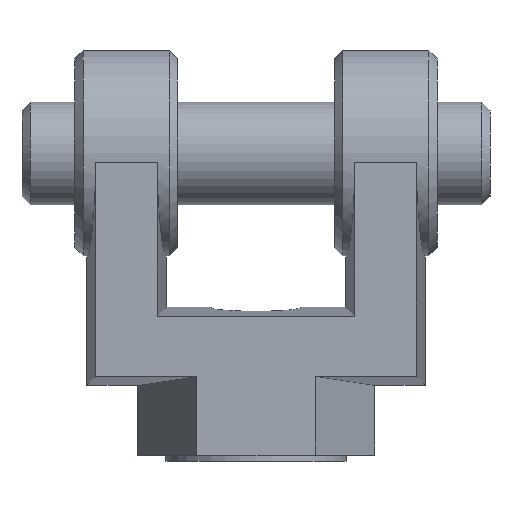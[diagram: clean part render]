
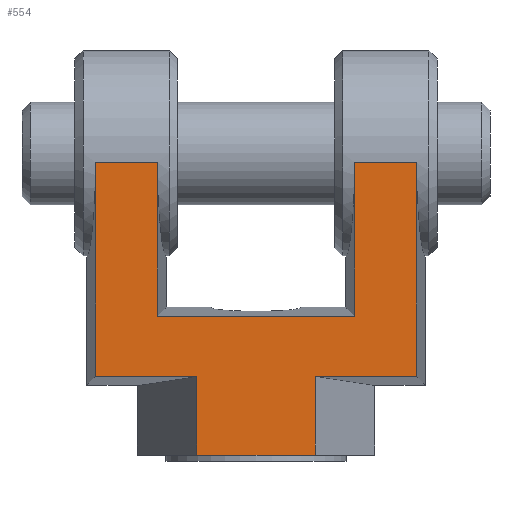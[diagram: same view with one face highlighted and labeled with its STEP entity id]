
A CAD part, front view. The second image highlights one B-rep face of the part: STEP entity #554.
In plain terms, the highlighted planar face has unit normal (0, -1, 0).
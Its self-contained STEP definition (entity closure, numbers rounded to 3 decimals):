
#60 = EDGE_CURVE ( 'NONE', #159, #62, #730, .T. ) ;
#62 = VERTEX_POINT ( 'NONE', #760 ) ;
#159 = VERTEX_POINT ( 'NONE', #832 ) ;
#315 = VERTEX_POINT ( 'NONE', #1015 ) ;
#318 = EDGE_CURVE ( 'NONE', #315, #348, #1010, .T. ) ;
#348 = VERTEX_POINT ( 'NONE', #1246 ) ;
#354 = EDGE_CURVE ( 'NONE', #387, #355, #1267, .T. ) ;
#355 = VERTEX_POINT ( 'NONE', #1263 ) ;
#361 = EDGE_CURVE ( 'NONE', #367, #384, #1274, .T. ) ;
#367 = VERTEX_POINT ( 'NONE', #1406 ) ;
#384 = VERTEX_POINT ( 'NONE', #1402 ) ;
#387 = VERTEX_POINT ( 'NONE', #1407 ) ;
#388 = EDGE_CURVE ( 'NONE', #384, #387, #1384, .T. ) ;
#420 = EDGE_CURVE ( 'NONE', #348, #424, #1337, .T. ) ;
#423 = EDGE_CURVE ( 'NONE', #62, #315, #1308, .T. ) ;
#424 = VERTEX_POINT ( 'NONE', #1304 ) ;
#435 = ORIENTED_EDGE ( 'NONE', *, *, #361, .F. ) ;
#436 = ORIENTED_EDGE ( 'NONE', *, *, #529, .F. ) ;
#437 = ORIENTED_EDGE ( 'NONE', *, *, #420, .F. ) ;
#438 = ORIENTED_EDGE ( 'NONE', *, *, #318, .F. ) ;
#529 = EDGE_CURVE ( 'NONE', #424, #367, #1472, .T. ) ;
#535 = EDGE_CURVE ( 'NONE', #355, #536, #1462, .T. ) ;
#536 = VERTEX_POINT ( 'NONE', #1538 ) ;
#554 = ADVANCED_FACE ( 'NONE', ( #1513 ), #1511, .F. ) ;
#555 = EDGE_LOOP ( 'NONE', ( #556, #435, #436, #437, #438, #601, #610, #640, #637, #609, #629, #639 ) ) ;
#556 = ORIENTED_EDGE ( 'NONE', *, *, #388, .F. ) ;
#601 = ORIENTED_EDGE ( 'NONE', *, *, #423, .F. ) ;
#608 = VERTEX_POINT ( 'NONE', #1561 ) ;
#609 = ORIENTED_EDGE ( 'NONE', *, *, #628, .F. ) ;
#610 = ORIENTED_EDGE ( 'NONE', *, *, #60, .F. ) ;
#628 = EDGE_CURVE ( 'NONE', #536, #608, #1000, .T. ) ;
#629 = ORIENTED_EDGE ( 'NONE', *, *, #535, .F. ) ;
#637 = ORIENTED_EDGE ( 'NONE', *, *, #667, .F. ) ;
#638 = EDGE_CURVE ( 'NONE', #159, #675, #1720, .T. ) ;
#639 = ORIENTED_EDGE ( 'NONE', *, *, #354, .F. ) ;
#640 = ORIENTED_EDGE ( 'NONE', *, *, #638, .T. ) ;
#667 = EDGE_CURVE ( 'NONE', #608, #675, #1682, .T. ) ;
#675 = VERTEX_POINT ( 'NONE', #1678 ) ;
#727 = DIRECTION ( 'NONE',  ( -1., 0., 0. ) ) ;
#728 = VECTOR ( 'NONE', #727, 1000. ) ;
#729 = CARTESIAN_POINT ( 'NONE',  ( 20.955, -12.7, -27.591 ) ) ;
#730 = LINE ( 'NONE', #729, #728 ) ;
#760 = CARTESIAN_POINT ( 'NONE',  ( -19.844, -12.7, -27.591 ) ) ;
#832 = CARTESIAN_POINT ( 'NONE',  ( -7.332, -12.7, -27.591 ) ) ;
#999 = CARTESIAN_POINT ( 'NONE',  ( 7.332, -12.7, 12.701 ) ) ;
#1000 = LINE ( 'NONE', #999, #1216 ) ;
#1007 = DIRECTION ( 'NONE',  ( 1., 0., 0. ) ) ;
#1008 = VECTOR ( 'NONE', #1007, 1000. ) ;
#1009 = CARTESIAN_POINT ( 'NONE',  ( 20.955, -12.7, -1.111 ) ) ;
#1010 = LINE ( 'NONE', #1009, #1008 ) ;
#1015 = CARTESIAN_POINT ( 'NONE',  ( -19.844, -12.7, -1.111 ) ) ;
#1215 = DIRECTION ( 'NONE',  ( 0., 0., -1. ) ) ;
#1216 = VECTOR ( 'NONE', #1215, 1000. ) ;
#1246 = CARTESIAN_POINT ( 'NONE',  ( -12.224, -12.7, -1.111 ) ) ;
#1263 = CARTESIAN_POINT ( 'NONE',  ( 19.844, -12.7, -27.591 ) ) ;
#1264 = DIRECTION ( 'NONE',  ( 0., 0., -1. ) ) ;
#1265 = VECTOR ( 'NONE', #1264, 1000. ) ;
#1266 = CARTESIAN_POINT ( 'NONE',  ( 19.844, -12.7, 0. ) ) ;
#1267 = LINE ( 'NONE', #1266, #1265 ) ;
#1274 = LINE ( 'NONE', #1277, #1276 ) ;
#1275 = DIRECTION ( 'NONE',  ( 0., 0., 1. ) ) ;
#1276 = VECTOR ( 'NONE', #1275, 1000. ) ;
#1277 = CARTESIAN_POINT ( 'NONE',  ( 12.224, -12.7, 0. ) ) ;
#1304 = CARTESIAN_POINT ( 'NONE',  ( -12.224, -12.7, -20.161 ) ) ;
#1305 = DIRECTION ( 'NONE',  ( 0., 0., 1. ) ) ;
#1306 = VECTOR ( 'NONE', #1305, 1000. ) ;
#1307 = CARTESIAN_POINT ( 'NONE',  ( -19.844, -12.7, 0. ) ) ;
#1308 = LINE ( 'NONE', #1307, #1306 ) ;
#1334 = DIRECTION ( 'NONE',  ( 0., 0., -1. ) ) ;
#1335 = VECTOR ( 'NONE', #1334, 1000. ) ;
#1336 = CARTESIAN_POINT ( 'NONE',  ( -12.224, -12.7, 0. ) ) ;
#1337 = LINE ( 'NONE', #1336, #1335 ) ;
#1381 = DIRECTION ( 'NONE',  ( 1., 0., 0. ) ) ;
#1382 = VECTOR ( 'NONE', #1381, 1000. ) ;
#1383 = CARTESIAN_POINT ( 'NONE',  ( 20.955, -12.7, -1.111 ) ) ;
#1384 = LINE ( 'NONE', #1383, #1382 ) ;
#1402 = CARTESIAN_POINT ( 'NONE',  ( 12.224, -12.7, -1.111 ) ) ;
#1406 = CARTESIAN_POINT ( 'NONE',  ( 12.224, -12.7, -20.161 ) ) ;
#1407 = CARTESIAN_POINT ( 'NONE',  ( 19.844, -12.7, -1.111 ) ) ;
#1459 = DIRECTION ( 'NONE',  ( -1., 0., 0. ) ) ;
#1460 = VECTOR ( 'NONE', #1459, 1000. ) ;
#1461 = CARTESIAN_POINT ( 'NONE',  ( 20.955, -12.7, -27.591 ) ) ;
#1462 = LINE ( 'NONE', #1461, #1460 ) ;
#1469 = DIRECTION ( 'NONE',  ( 1., 0., 0. ) ) ;
#1470 = VECTOR ( 'NONE', #1469, 1000. ) ;
#1471 = CARTESIAN_POINT ( 'NONE',  ( 20.955, -12.7, -20.161 ) ) ;
#1472 = LINE ( 'NONE', #1471, #1470 ) ;
#1507 = DIRECTION ( 'NONE',  ( 0., 0., 1. ) ) ;
#1508 = DIRECTION ( 'NONE',  ( 0., 1., 0. ) ) ;
#1509 = CARTESIAN_POINT ( 'NONE',  ( 20.955, -12.7, 0. ) ) ;
#1510 = AXIS2_PLACEMENT_3D ( 'NONE', #1509, #1508, #1507 ) ;
#1511 = PLANE ( 'NONE',  #1510 ) ;
#1513 = FACE_OUTER_BOUND ( 'NONE', #555, .T. ) ;
#1538 = CARTESIAN_POINT ( 'NONE',  ( 7.332, -12.7, -27.591 ) ) ;
#1561 = CARTESIAN_POINT ( 'NONE',  ( 7.332, -12.7, -37.338 ) ) ;
#1678 = CARTESIAN_POINT ( 'NONE',  ( -7.332, -12.7, -37.338 ) ) ;
#1679 = DIRECTION ( 'NONE',  ( -1., 0., 0. ) ) ;
#1680 = VECTOR ( 'NONE', #1679, 1000. ) ;
#1681 = CARTESIAN_POINT ( 'NONE',  ( 7.332, -12.7, -37.338 ) ) ;
#1682 = LINE ( 'NONE', #1681, #1680 ) ;
#1717 = DIRECTION ( 'NONE',  ( 0., 0., -1. ) ) ;
#1718 = VECTOR ( 'NONE', #1717, 1000. ) ;
#1719 = CARTESIAN_POINT ( 'NONE',  ( -7.332, -12.7, 12.701 ) ) ;
#1720 = LINE ( 'NONE', #1719, #1718 ) ;
